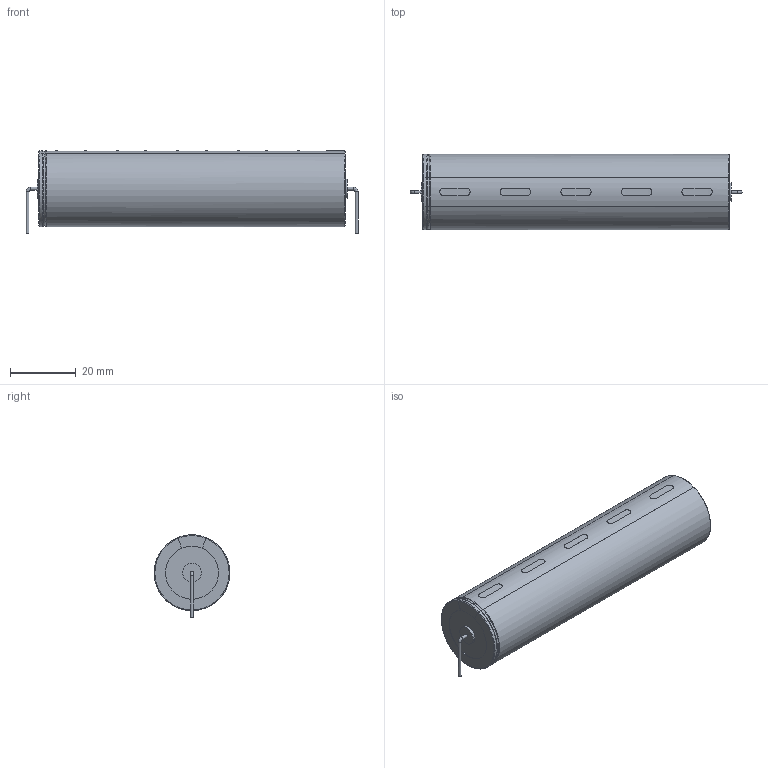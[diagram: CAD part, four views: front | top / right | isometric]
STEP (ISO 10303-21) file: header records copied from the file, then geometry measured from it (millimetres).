
FILE_DESCRIPTION(/* description */ ('model of CP_Axial_L93.0mm_D23.0mm_P100.00mm_Horizontal'),/* implementation_level */ '2;1');
FILE_NAME(/* name */ 'CP_Axial_L93.0mm_D23.0mm_P100.00mm_Horizontal.step',/* time_stamp */ '2018-04-20T19:57:13',/* author */ ('kicad StepUp','ksu'),/* organization */ ('OCC'),/* preprocessor_version */ '',/* originating_system */ 'kicad StepUp',/* authorisation */ '');
FILE_SCHEMA(('AUTOMOTIVE_DESIGN_CC2 { 1 2 10303 214 -1 1 5 4 }'));
Length unit declared in the file: millimetre
Products named in the file (1): CP_Axial_L930mm_D230mm_P10000mm_Horizontal
Bounding box: 100.9 x 22.99 x 25.02 mm (x, y, z)
Volume: 38617.7 mm3; surface area: 8093.6 mm2
Topology: 1 solids, 2 shells, 91 faces, 233 edges, 154 vertices
Faces by surface type: cylinder 42, plane 37, revolution 6, bspline 4, torus 2
Full cylindrical faces by diameter (mm): 0.9 x5, 5.75 x2
Entity records: 3135 total; most frequent: CARTESIAN_POINT 1486, ORIENTED_EDGE 364, EDGE_CURVE 233, VERTEX_POINT 154, AXIS2_PLACEMENT_3D 128, FACE_BOUND 101, EDGE_LOOP 101, ADVANCED_FACE 91
